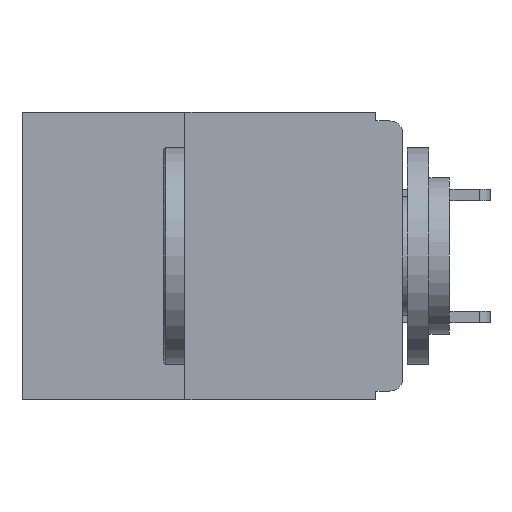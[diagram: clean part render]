
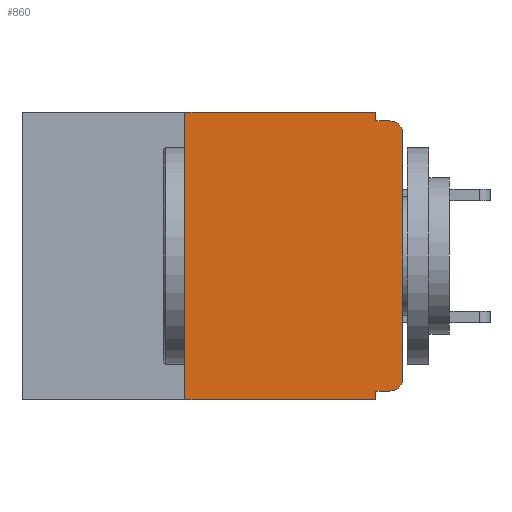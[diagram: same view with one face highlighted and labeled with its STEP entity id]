
A CAD part, left-side view. The second image highlights one B-rep face of the part: STEP entity #860.
In plain terms, the highlighted planar face has unit normal (-1, 0, 0).
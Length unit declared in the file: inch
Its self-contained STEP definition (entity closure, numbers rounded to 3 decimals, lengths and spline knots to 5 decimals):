
#131 = AXIS2_PLACEMENT_3D ( 'NONE', #2414, #10999, #1590 ) ;
#174 = VECTOR ( 'NONE', #10383, 39.37008 ) ;
#388 = LINE ( 'NONE', #10285, #174 ) ;
#478 = AXIS2_PLACEMENT_3D ( 'NONE', #12933, #7928, #1086 ) ;
#758 = ORIENTED_EDGE ( 'NONE', *, *, #7767, .F. ) ;
#860 = ADVANCED_FACE ( 'NONE', ( #8703 ), #3839, .F. ) ;
#1037 = AXIS2_PLACEMENT_3D ( 'NONE', #4524, #4505, #4484 ) ;
#1086 = DIRECTION ( 'NONE',  ( 0., 0., -1. ) ) ;
#1198 = CIRCLE ( 'NONE', #1037, 0.015 ) ;
#1338 = CARTESIAN_POINT ( 'NONE',  ( 0., 0.031, -0.01 ) ) ;
#1379 = CARTESIAN_POINT ( 'NONE',  ( 0., 0.031, 0. ) ) ;
#1590 = DIRECTION ( 'NONE',  ( 0., 0., -1. ) ) ;
#1740 = ORIENTED_EDGE ( 'NONE', *, *, #7254, .F. ) ;
#2017 = ORIENTED_EDGE ( 'NONE', *, *, #7749, .F. ) ;
#2335 = EDGE_CURVE ( 'NONE', #11525, #12443, #4355, .T. ) ;
#2414 = CARTESIAN_POINT ( 'NONE',  ( 0., 0.015, -0.305 ) ) ;
#2569 = EDGE_CURVE ( 'NONE', #12090, #6089, #3868, .T. ) ;
#2583 = ORIENTED_EDGE ( 'NONE', *, *, #11464, .F. ) ;
#2601 = ORIENTED_EDGE ( 'NONE', *, *, #11749, .T. ) ;
#2654 = ORIENTED_EDGE ( 'NONE', *, *, #2569, .F. ) ;
#2811 = EDGE_LOOP ( 'NONE', ( #12878, #12944, #758, #1740, #2017, #2583, #2601, #2654, #2816, #3312 ) ) ;
#2816 = ORIENTED_EDGE ( 'NONE', *, *, #11250, .F. ) ;
#2897 = CARTESIAN_POINT ( 'NONE',  ( 0., 0.031, -0.32 ) ) ;
#3228 = VERTEX_POINT ( 'NONE', #1338 ) ;
#3312 = ORIENTED_EDGE ( 'NONE', *, *, #2335, .T. ) ;
#3713 = VECTOR ( 'NONE', #12238, 39.37008 ) ;
#3832 = VECTOR ( 'NONE', #7975, 39.37008 ) ;
#3839 = PLANE ( 'NONE',  #478 ) ;
#3868 = LINE ( 'NONE', #10818, #3832 ) ;
#3921 = LINE ( 'NONE', #12728, #3713 ) ;
#4355 = CIRCLE ( 'NONE', #131, 0.015 ) ;
#4484 = DIRECTION ( 'NONE',  ( 0., 0., -1. ) ) ;
#4505 = DIRECTION ( 'NONE',  ( -1., 0., 0. ) ) ;
#4524 = CARTESIAN_POINT ( 'NONE',  ( 0., 0.015, -0.025 ) ) ;
#5016 = LINE ( 'NONE', #10676, #5045 ) ;
#5045 = VECTOR ( 'NONE', #10360, 39.37008 ) ;
#5604 = DIRECTION ( 'NONE',  ( 0., 0., 1. ) ) ;
#5635 = CARTESIAN_POINT ( 'NONE',  ( 0., 0.25, -0.33 ) ) ;
#5901 = CARTESIAN_POINT ( 'NONE',  ( 0., 0.25, -0.33 ) ) ;
#6036 = CARTESIAN_POINT ( 'NONE',  ( 0., 0., -0.01 ) ) ;
#6089 = VERTEX_POINT ( 'NONE', #8227 ) ;
#6111 = DIRECTION ( 'NONE',  ( 0., -1., 0. ) ) ;
#6123 = DIRECTION ( 'NONE',  ( 0., -1., 0. ) ) ;
#6140 = CARTESIAN_POINT ( 'NONE',  ( 0., 0.437, 0. ) ) ;
#6141 = VERTEX_POINT ( 'NONE', #5901 ) ;
#6282 = CARTESIAN_POINT ( 'NONE',  ( 0., 0., -0.025 ) ) ;
#6779 = VECTOR ( 'NONE', #6123, 39.37008 ) ;
#6801 = VECTOR ( 'NONE', #6111, 39.37008 ) ;
#6842 = LINE ( 'NONE', #6140, #6801 ) ;
#6853 = LINE ( 'NONE', #6036, #6779 ) ;
#7254 = EDGE_CURVE ( 'NONE', #8431, #3228, #7984, .T. ) ;
#7373 = CARTESIAN_POINT ( 'NONE',  ( 0., 0.015, -0.32 ) ) ;
#7749 = EDGE_CURVE ( 'NONE', #9945, #8431, #6842, .T. ) ;
#7767 = EDGE_CURVE ( 'NONE', #3228, #9738, #6853, .T. ) ;
#7868 = VECTOR ( 'NONE', #10480, 39.37008 ) ;
#7928 = DIRECTION ( 'NONE',  ( 1., 0., 0. ) ) ;
#7975 = DIRECTION ( 'NONE',  ( 0., 0., -1. ) ) ;
#7984 = LINE ( 'NONE', #10465, #7868 ) ;
#8227 = CARTESIAN_POINT ( 'NONE',  ( 0., 0.031, -0.33 ) ) ;
#8431 = VERTEX_POINT ( 'NONE', #1379 ) ;
#8519 = CARTESIAN_POINT ( 'NONE',  ( 0., 0.25, 0. ) ) ;
#8703 = FACE_OUTER_BOUND ( 'NONE', #2811, .T. ) ;
#8741 = EDGE_CURVE ( 'NONE', #12443, #10188, #5016, .T. ) ;
#9738 = VERTEX_POINT ( 'NONE', #10170 ) ;
#9945 = VERTEX_POINT ( 'NONE', #8519 ) ;
#10170 = CARTESIAN_POINT ( 'NONE',  ( 0., 0.015, -0.01 ) ) ;
#10188 = VERTEX_POINT ( 'NONE', #6282 ) ;
#10285 = CARTESIAN_POINT ( 'NONE',  ( 0., 0.437, -0.33 ) ) ;
#10360 = DIRECTION ( 'NONE',  ( 0., 0., 1. ) ) ;
#10383 = DIRECTION ( 'NONE',  ( 0., -1., 0. ) ) ;
#10465 = CARTESIAN_POINT ( 'NONE',  ( 0., 0.031, 0. ) ) ;
#10480 = DIRECTION ( 'NONE',  ( 0., 0., -1. ) ) ;
#10676 = CARTESIAN_POINT ( 'NONE',  ( 0., 0., 0. ) ) ;
#10818 = CARTESIAN_POINT ( 'NONE',  ( 0., 0.031, -0.33 ) ) ;
#10999 = DIRECTION ( 'NONE',  ( -1., 0., 0. ) ) ;
#11250 = EDGE_CURVE ( 'NONE', #11525, #12090, #3921, .T. ) ;
#11297 = CARTESIAN_POINT ( 'NONE',  ( 0., 0., -0.305 ) ) ;
#11464 = EDGE_CURVE ( 'NONE', #6141, #9945, #12139, .T. ) ;
#11504 = VECTOR ( 'NONE', #5604, 39.37008 ) ;
#11525 = VERTEX_POINT ( 'NONE', #7373 ) ;
#11749 = EDGE_CURVE ( 'NONE', #6141, #6089, #388, .T. ) ;
#12007 = EDGE_CURVE ( 'NONE', #10188, #9738, #1198, .T. ) ;
#12090 = VERTEX_POINT ( 'NONE', #2897 ) ;
#12139 = LINE ( 'NONE', #5635, #11504 ) ;
#12238 = DIRECTION ( 'NONE',  ( 0., 1., 0. ) ) ;
#12443 = VERTEX_POINT ( 'NONE', #11297 ) ;
#12728 = CARTESIAN_POINT ( 'NONE',  ( 0., 0., -0.32 ) ) ;
#12878 = ORIENTED_EDGE ( 'NONE', *, *, #8741, .T. ) ;
#12933 = CARTESIAN_POINT ( 'NONE',  ( 0., 0.437, 0. ) ) ;
#12944 = ORIENTED_EDGE ( 'NONE', *, *, #12007, .T. ) ;
